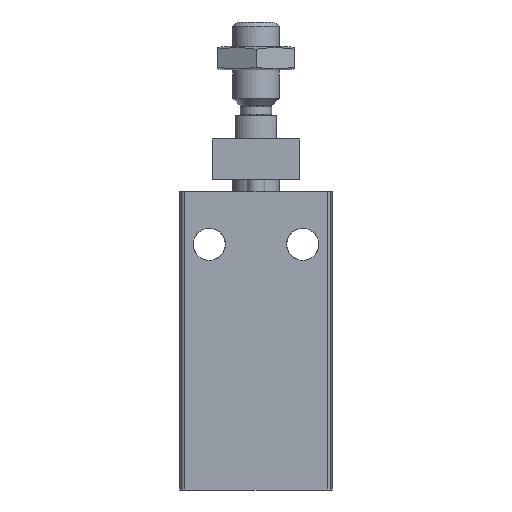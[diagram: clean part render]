
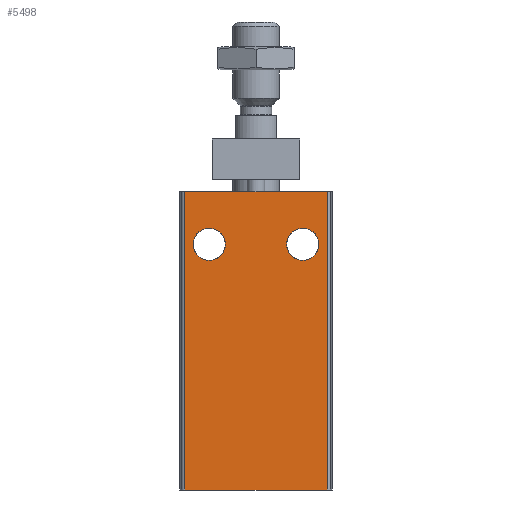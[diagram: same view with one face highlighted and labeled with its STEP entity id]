
A CAD part, front view. The second image highlights one B-rep face of the part: STEP entity #5498.
In plain terms, the highlighted planar face has unit normal (0, -1, 0).
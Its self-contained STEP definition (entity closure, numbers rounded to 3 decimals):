
#153=PLANE('',#5902);
#377=LINE('',#8417,#655);
#401=LINE('',#8506,#679);
#408=LINE('',#8533,#686);
#409=LINE('',#8534,#687);
#655=VECTOR('',#6678,1000.);
#679=VECTOR('',#6756,1000.);
#686=VECTOR('',#6789,1000.);
#687=VECTOR('',#6790,1000.);
#787=CIRCLE('',#5689,2.75);
#788=CIRCLE('',#5692,2.75);
#1522=ORIENTED_EDGE('',*,*,#2172,.F.);
#1523=ORIENTED_EDGE('',*,*,#2168,.F.);
#1524=ORIENTED_EDGE('',*,*,#2463,.T.);
#1525=ORIENTED_EDGE('',*,*,#2529,.T.);
#1526=ORIENTED_EDGE('',*,*,#2513,.F.);
#1527=ORIENTED_EDGE('',*,*,#2530,.F.);
#2168=EDGE_CURVE('',#2754,#2754,#787,.T.);
#2172=EDGE_CURVE('',#2758,#2758,#788,.T.);
#2463=EDGE_CURVE('',#2980,#2979,#377,.T.);
#2513=EDGE_CURVE('',#3017,#3018,#401,.T.);
#2529=EDGE_CURVE('',#2979,#3018,#408,.T.);
#2530=EDGE_CURVE('',#2980,#3017,#409,.T.);
#2754=VERTEX_POINT('',#7484);
#2758=VERTEX_POINT('',#7548);
#2979=VERTEX_POINT('',#8416);
#2980=VERTEX_POINT('',#8418);
#3017=VERTEX_POINT('',#8505);
#3018=VERTEX_POINT('',#8507);
#3376=EDGE_LOOP('',(#1522));
#3377=EDGE_LOOP('',(#1523));
#3378=EDGE_LOOP('',(#1524,#1525,#1526,#1527));
#3750=FACE_BOUND('',#3376,.T.);
#3751=FACE_BOUND('',#3377,.T.);
#3752=FACE_BOUND('',#3378,.T.);
#5498=ADVANCED_FACE('',(#3750,#3751,#3752),#153,.T.);
#5689=AXIS2_PLACEMENT_3D('',#7483,#6184,#6185);
#5692=AXIS2_PLACEMENT_3D('',#7547,#6190,#6191);
#5902=AXIS2_PLACEMENT_3D('',#8532,#6787,#6788);
#6184=DIRECTION('',(0.,-1.,0.));
#6185=DIRECTION('',(0.,0.,-1.));
#6190=DIRECTION('',(0.,-1.,0.));
#6191=DIRECTION('',(0.,0.,-1.));
#6678=DIRECTION('',(1.,0.,0.));
#6756=DIRECTION('',(1.,0.,0.));
#6787=DIRECTION('',(0.,-1.,0.));
#6788=DIRECTION('',(0.,0.,-1.));
#6789=DIRECTION('',(0.,0.,1.));
#6790=DIRECTION('',(0.,0.,1.));
#7483=CARTESIAN_POINT('',(8.,-20.,-9.));
#7484=CARTESIAN_POINT('',(8.,-20.,-11.75));
#7547=CARTESIAN_POINT('',(-8.,-20.,-9.));
#7548=CARTESIAN_POINT('',(-8.,-20.,-11.75));
#8416=CARTESIAN_POINT('',(12.182,-20.,-51.));
#8417=CARTESIAN_POINT('',(-13.,-20.,-51.));
#8418=CARTESIAN_POINT('',(-12.182,-20.,-51.));
#8505=CARTESIAN_POINT('',(-12.182,-20.,0.));
#8506=CARTESIAN_POINT('',(-13.,-20.,0.));
#8507=CARTESIAN_POINT('',(12.182,-20.,0.));
#8532=CARTESIAN_POINT('',(-13.,-20.,-51.));
#8533=CARTESIAN_POINT('',(12.182,-20.,-51.));
#8534=CARTESIAN_POINT('',(-12.182,-20.,-51.));
